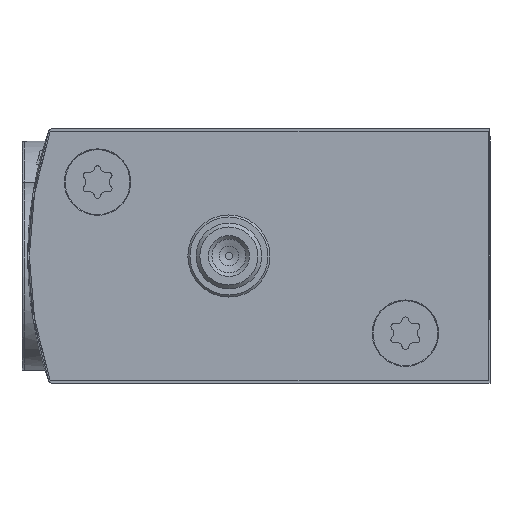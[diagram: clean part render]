
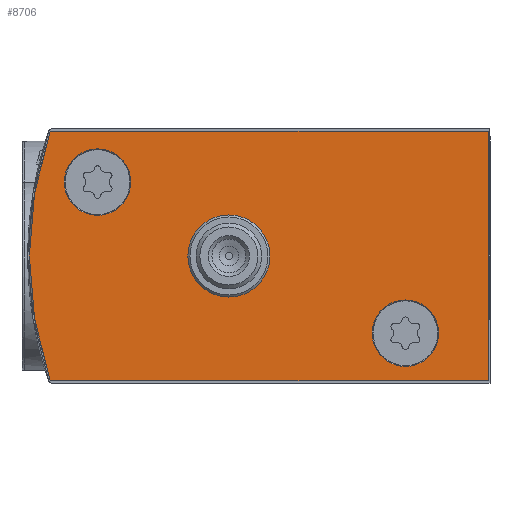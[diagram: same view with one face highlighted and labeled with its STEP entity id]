
A CAD part, left-side view. The second image highlights one B-rep face of the part: STEP entity #8706.
In plain terms, the highlighted planar face has unit normal (-1, 0, 0).
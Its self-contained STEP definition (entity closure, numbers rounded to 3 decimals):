
#897=LINE('',#15257,#1672);
#905=LINE('',#15291,#1680);
#911=LINE('',#15308,#1686);
#1672=VECTOR('',#12488,1000.);
#1680=VECTOR('',#12520,1000.);
#1686=VECTOR('',#12536,1000.);
#3594=ORIENTED_EDGE('',*,*,#5190,.F.);
#3595=ORIENTED_EDGE('',*,*,#5191,.T.);
#3596=ORIENTED_EDGE('',*,*,#5192,.T.);
#3597=ORIENTED_EDGE('',*,*,#5151,.F.);
#3598=ORIENTED_EDGE('',*,*,#5084,.F.);
#3599=ORIENTED_EDGE('',*,*,#5186,.F.);
#3600=ORIENTED_EDGE('',*,*,#5183,.F.);
#3601=ORIENTED_EDGE('',*,*,#5173,.F.);
#3602=ORIENTED_EDGE('',*,*,#5154,.F.);
#5084=EDGE_CURVE('',#6054,#6055,#6565,.T.);
#5151=EDGE_CURVE('',#6055,#6114,#6602,.T.);
#5154=EDGE_CURVE('',#6114,#6116,#897,.T.);
#5173=EDGE_CURVE('',#6116,#6130,#905,.T.);
#5183=EDGE_CURVE('',#6130,#6136,#911,.T.);
#5186=EDGE_CURVE('',#6136,#6054,#6619,.T.);
#5190=EDGE_CURVE('',#6140,#6140,#6623,.F.);
#5191=EDGE_CURVE('',#6141,#6141,#6624,.T.);
#5192=EDGE_CURVE('',#6142,#6142,#6625,.T.);
#6054=VERTEX_POINT('',#15112);
#6055=VERTEX_POINT('',#15113);
#6114=VERTEX_POINT('',#15252);
#6116=VERTEX_POINT('',#15258);
#6130=VERTEX_POINT('',#15292);
#6136=VERTEX_POINT('',#15309);
#6140=VERTEX_POINT('',#15323);
#6141=VERTEX_POINT('',#15325);
#6142=VERTEX_POINT('',#15327);
#6565=CIRCLE('',#10287,46.5);
#6602=CIRCLE('',#10337,0.2);
#6619=CIRCLE('',#10358,0.2);
#6623=CIRCLE('',#10364,5.);
#6624=CIRCLE('',#10365,4.05);
#6625=CIRCLE('',#10366,4.05);
#7186=EDGE_LOOP('',(#3594));
#7187=EDGE_LOOP('',(#3595));
#7188=EDGE_LOOP('',(#3596));
#7189=EDGE_LOOP('',(#3597,#3598,#3599,#3600,#3601,#3602));
#7854=FACE_BOUND('',#7186,.T.);
#7855=FACE_BOUND('',#7187,.T.);
#7856=FACE_BOUND('',#7188,.T.);
#7857=FACE_BOUND('',#7189,.T.);
#8289=PLANE('',#10363);
#8706=ADVANCED_FACE('',(#7854,#7855,#7856,#7857),#8289,.F.);
#10287=AXIS2_PLACEMENT_3D('',#15111,#12351,#12352);
#10337=AXIS2_PLACEMENT_3D('',#15251,#12481,#12482);
#10358=AXIS2_PLACEMENT_3D('',#15314,#12541,#12542);
#10363=AXIS2_PLACEMENT_3D('',#15321,#12551,#12552);
#10364=AXIS2_PLACEMENT_3D('',#15322,#12553,#12554);
#10365=AXIS2_PLACEMENT_3D('',#15324,#12555,#12556);
#10366=AXIS2_PLACEMENT_3D('',#15326,#12557,#12558);
#12351=DIRECTION('',(1.,0.,0.));
#12352=DIRECTION('',(0.,0.,-1.));
#12481=DIRECTION('',(1.,0.,0.));
#12482=DIRECTION('',(0.,0.,-1.));
#12488=DIRECTION('',(0.,-1.,0.));
#12520=DIRECTION('',(0.,0.,-1.));
#12536=DIRECTION('',(0.,1.,0.));
#12541=DIRECTION('',(1.,0.,0.));
#12542=DIRECTION('',(0.,0.,-1.));
#12551=DIRECTION('',(1.,0.,0.));
#12552=DIRECTION('',(0.,0.,-1.));
#12553=DIRECTION('',(1.,0.,0.));
#12554=DIRECTION('',(0.,0.,-1.));
#12555=DIRECTION('',(1.,0.,0.));
#12556=DIRECTION('',(0.,0.,-1.));
#12557=DIRECTION('',(1.,0.,0.));
#12558=DIRECTION('',(0.,0.,-1.));
#15111=CARTESIAN_POINT('',(0.,9.6,0.));
#15112=CARTESIAN_POINT('',(0.,53.592,-15.065));
#15113=CARTESIAN_POINT('',(0.,53.592,15.065));
#15251=CARTESIAN_POINT('',(0.,53.403,15.));
#15252=CARTESIAN_POINT('',(0.,53.403,15.2));
#15257=CARTESIAN_POINT('',(0.,53.403,15.2));
#15258=CARTESIAN_POINT('',(0.,0.2,15.2));
#15291=CARTESIAN_POINT('',(0.,0.2,15.2));
#15292=CARTESIAN_POINT('',(0.,0.2,-15.2));
#15308=CARTESIAN_POINT('',(0.,0.2,-15.2));
#15309=CARTESIAN_POINT('',(0.,53.403,-15.2));
#15314=CARTESIAN_POINT('',(0.,53.403,-15.));
#15321=CARTESIAN_POINT('',(0.,53.403,15.));
#15322=CARTESIAN_POINT('',(0.,31.8,0.));
#15323=CARTESIAN_POINT('',(0.,31.8,-5.));
#15324=CARTESIAN_POINT('',(0.,47.8,9.));
#15325=CARTESIAN_POINT('',(0.,47.8,4.95));
#15326=CARTESIAN_POINT('',(0.,10.3,-9.4));
#15327=CARTESIAN_POINT('',(0.,10.3,-13.45));
